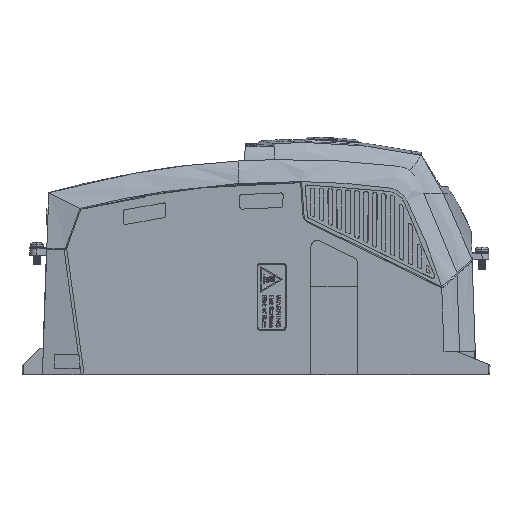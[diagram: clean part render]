
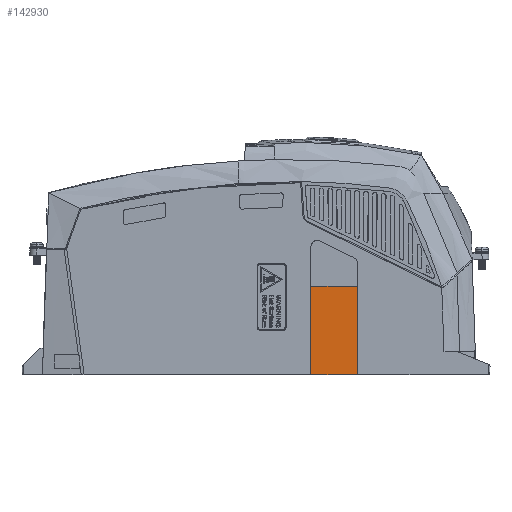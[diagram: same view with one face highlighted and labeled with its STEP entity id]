
A CAD part, left-side view. The second image highlights one B-rep face of the part: STEP entity #142930.
In plain terms, the highlighted planar face has unit normal (-0.999, 0, -0.035).
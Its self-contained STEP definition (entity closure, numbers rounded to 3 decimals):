
#1822 = LINE ( 'NONE', #27595, #218102 ) ;
#6106 = DIRECTION ( 'NONE',  ( -0.035, 0., 0.999 ) ) ;
#13832 = EDGE_CURVE ( 'NONE', #137929, #115347, #192594, .T. ) ;
#21651 = DIRECTION ( 'NONE',  ( 0., 1., 0. ) ) ;
#24997 = ORIENTED_EDGE ( 'NONE', *, *, #94193, .T. ) ;
#27595 = CARTESIAN_POINT ( 'NONE',  ( -77.9, -7.741, -132. ) ) ;
#28191 = EDGE_LOOP ( 'NONE', ( #63132, #24997, #86094, #290811 ) ) ;
#53405 = EDGE_CURVE ( 'NONE', #137929, #199642, #1822, .T. ) ;
#63132 = ORIENTED_EDGE ( 'NONE', *, *, #13832, .T. ) ;
#70107 = CARTESIAN_POINT ( 'NONE',  ( -80.875, -100.1, -46.802 ) ) ;
#86094 = ORIENTED_EDGE ( 'NONE', *, *, #292460, .T. ) ;
#88461 = CARTESIAN_POINT ( 'NONE',  ( -77.9, -98., -132. ) ) ;
#94193 = EDGE_CURVE ( 'NONE', #115347, #99978, #148821, .T. ) ;
#99978 = VERTEX_POINT ( 'NONE', #220525 ) ;
#100580 = LINE ( 'NONE', #193039, #189428 ) ;
#107484 = VECTOR ( 'NONE', #215504, 1000. ) ;
#110980 = VECTOR ( 'NONE', #6106, 1000. ) ;
#115347 = VERTEX_POINT ( 'NONE', #219629 ) ;
#116017 = CARTESIAN_POINT ( 'NONE',  ( -77.9, -56., -132. ) ) ;
#118630 = DIRECTION ( 'NONE',  ( -0.999, 0., -0.035 ) ) ;
#122891 = CARTESIAN_POINT ( 'NONE',  ( -78.86, -98., -104.517 ) ) ;
#137929 = VERTEX_POINT ( 'NONE', #88461 ) ;
#142930 = ADVANCED_FACE ( 'NONE', ( #252067 ), #159614, .T. ) ;
#144553 = DIRECTION ( 'NONE',  ( 0.035, 0., -0.999 ) ) ;
#148821 = LINE ( 'NONE', #286720, #107484 ) ;
#159614 = PLANE ( 'NONE',  #177824 ) ;
#177824 = AXIS2_PLACEMENT_3D ( 'NONE', #70107, #118630, #21651 ) ;
#189428 = VECTOR ( 'NONE', #144553, 1000. ) ;
#192594 = LINE ( 'NONE', #122891, #110980 ) ;
#193039 = CARTESIAN_POINT ( 'NONE',  ( -78.86, -56., -104.517 ) ) ;
#199642 = VERTEX_POINT ( 'NONE', #116017 ) ;
#215504 = DIRECTION ( 'NONE',  ( 0., 1., 0. ) ) ;
#218102 = VECTOR ( 'NONE', #285215, 1000. ) ;
#219629 = CARTESIAN_POINT ( 'NONE',  ( -80.669, -98., -52.715 ) ) ;
#220525 = CARTESIAN_POINT ( 'NONE',  ( -80.669, -56., -52.715 ) ) ;
#252067 = FACE_OUTER_BOUND ( 'NONE', #28191, .T. ) ;
#285215 = DIRECTION ( 'NONE',  ( 0., 1., 0. ) ) ;
#286720 = CARTESIAN_POINT ( 'NONE',  ( -80.669, -100.1, -52.715 ) ) ;
#290811 = ORIENTED_EDGE ( 'NONE', *, *, #53405, .F. ) ;
#292460 = EDGE_CURVE ( 'NONE', #99978, #199642, #100580, .T. ) ;
